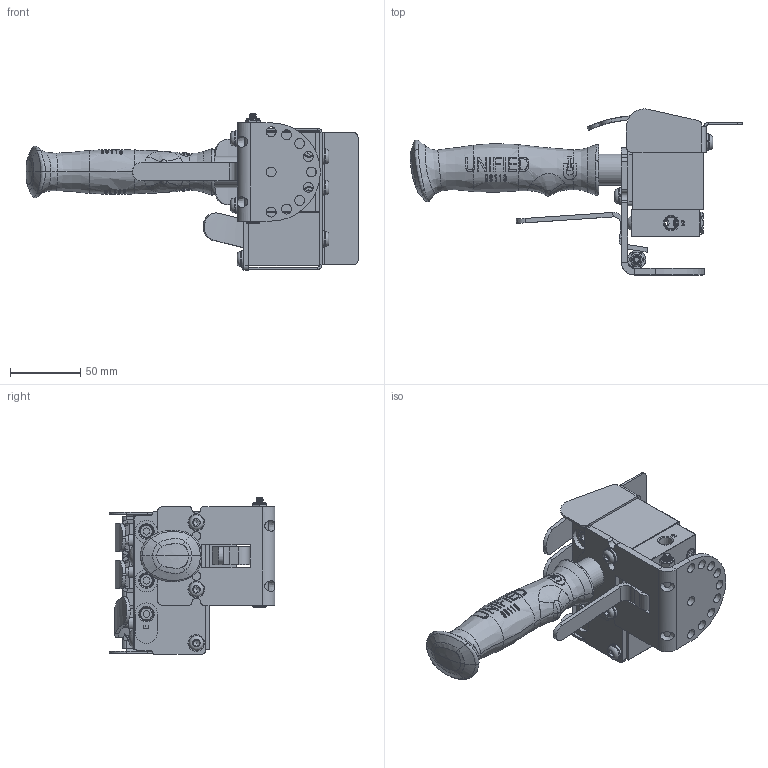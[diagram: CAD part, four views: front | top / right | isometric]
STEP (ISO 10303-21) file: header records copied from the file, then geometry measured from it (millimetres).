
FILE_DESCRIPTION(/* description */ (''),/* implementation_level */ '2;1');
FILE_NAME(/* name */ '79683.stp',/* time_stamp */ '2020-12-02T07:52:24-05:00',/* author */ ('mnhhw'),/* organization */ (''),/* preprocessor_version */ 'ST-DEVELOPER v17',/* originating_system */ 'Autodesk Inventor 2019',/* authorisation */ '');
FILE_SCHEMA (('AUTOMOTIVE_DESIGN { 1 0 10303 214 3 1 1 }'));
Products named in the file (1): 79683
Bounding box: 236.01 x 117.98 x 111.4 mm (x, y, z)
Volume: 219848.6 mm3; surface area: 160450.9 mm2
Topology: 37 solids, 53 shells, 1934 faces, 5219 edges, 3520 vertices
Faces by surface type: plane 1118, bspline 356, cylinder 276, cone 149, torus 32, sphere 3
Full cylindrical faces by diameter (mm): 3.3 x4, 3.378 x1, 3.451 x6, 3.905 x1, 4 x4, 4.056 x4, 4.5 x4, 4.762 x4, 4.826 x9, 4.953 x6, 5 x7, 5.723 x1, 6 x6, 6.172 x3, 6.35 x11, 6.381 x2, 6.604 x3, 6.985 x10, 7 x4, 8 x4, 9.133 x4, 9.525 x1, 10.5 x6, 10.693 x1, 12.7 x4, 14.224 x3, 14.351 x3, 14.55 x2, 15.875 x3, 18.796 x3
Entity records: 113839 total; most frequent: CARTESIAN_POINT 66609, ORIENTED_EDGE 10182, DIRECTION 8600, EDGE_CURVE 5207, VERTEX_POINT 3520, AXIS2_PLACEMENT_3D 3045, LINE 2510, VECTOR 2510
